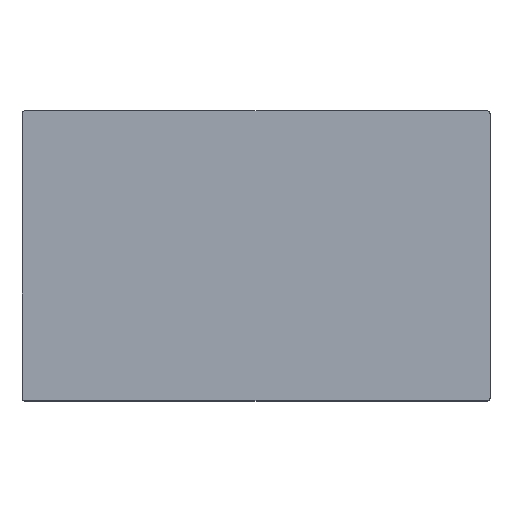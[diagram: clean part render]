
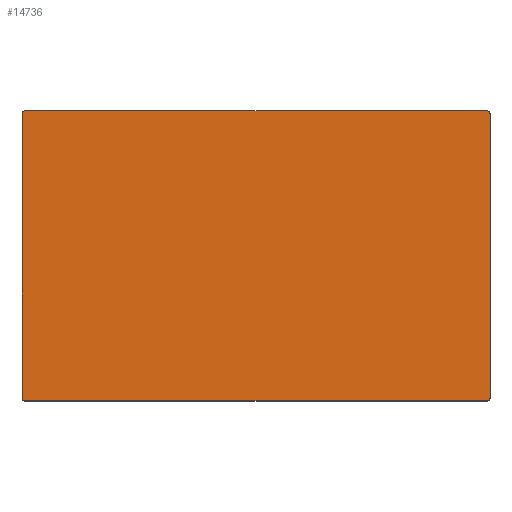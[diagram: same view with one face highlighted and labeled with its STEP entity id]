
A CAD part, top view. The second image highlights one B-rep face of the part: STEP entity #14736.
In plain terms, the highlighted planar face has unit normal (0, 0, 1).
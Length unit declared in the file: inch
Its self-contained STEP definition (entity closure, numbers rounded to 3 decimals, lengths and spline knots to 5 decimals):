
#957=PLANE('',#15540);
#1435=FACE_OUTER_BOUND('',#2022,.T.);
#2022=EDGE_LOOP('',(#12306,#12307,#12308,#12309,#12310,#12311,#12312,#12313));
#2960=LINE('',#21437,#4768);
#2961=LINE('',#21441,#4769);
#2962=LINE('',#21445,#4770);
#2963=LINE('',#21448,#4771);
#4768=VECTOR('',#17558,0.3937);
#4769=VECTOR('',#17561,0.3937);
#4770=VECTOR('',#17564,0.3937);
#4771=VECTOR('',#17567,0.3937);
#6163=CIRCLE('',#15541,0.02);
#6164=CIRCLE('',#15542,0.02);
#6165=CIRCLE('',#15543,0.02);
#6166=CIRCLE('',#15544,0.02);
#6875=VERTEX_POINT('',#21433);
#6876=VERTEX_POINT('',#21434);
#6877=VERTEX_POINT('',#21436);
#6878=VERTEX_POINT('',#21438);
#6879=VERTEX_POINT('',#21440);
#6880=VERTEX_POINT('',#21442);
#6881=VERTEX_POINT('',#21444);
#6882=VERTEX_POINT('',#21446);
#9213=EDGE_CURVE('',#6875,#6876,#6163,.T.);
#9214=EDGE_CURVE('',#6875,#6877,#2960,.T.);
#9215=EDGE_CURVE('',#6878,#6877,#6164,.T.);
#9216=EDGE_CURVE('',#6878,#6879,#2961,.T.);
#9217=EDGE_CURVE('',#6880,#6879,#6165,.T.);
#9218=EDGE_CURVE('',#6880,#6881,#2962,.T.);
#9219=EDGE_CURVE('',#6882,#6881,#6166,.T.);
#9220=EDGE_CURVE('',#6882,#6876,#2963,.T.);
#12306=ORIENTED_EDGE('',*,*,#9213,.F.);
#12307=ORIENTED_EDGE('',*,*,#9214,.T.);
#12308=ORIENTED_EDGE('',*,*,#9215,.F.);
#12309=ORIENTED_EDGE('',*,*,#9216,.T.);
#12310=ORIENTED_EDGE('',*,*,#9217,.F.);
#12311=ORIENTED_EDGE('',*,*,#9218,.T.);
#12312=ORIENTED_EDGE('',*,*,#9219,.F.);
#12313=ORIENTED_EDGE('',*,*,#9220,.T.);
#14736=ADVANCED_FACE('',(#1435),#957,.T.);
#15540=AXIS2_PLACEMENT_3D('',#21432,#17554,#17555);
#15541=AXIS2_PLACEMENT_3D('',#21435,#17556,#17557);
#15542=AXIS2_PLACEMENT_3D('',#21439,#17559,#17560);
#15543=AXIS2_PLACEMENT_3D('',#21443,#17562,#17563);
#15544=AXIS2_PLACEMENT_3D('',#21447,#17565,#17566);
#17554=DIRECTION('center_axis',(0.,0.,1.));
#17555=DIRECTION('ref_axis',(1.,0.,0.));
#17556=DIRECTION('center_axis',(0.,0.,-1.));
#17557=DIRECTION('ref_axis',(-0.707,0.707,0.));
#17558=DIRECTION('',(0.,-1.,0.));
#17559=DIRECTION('center_axis',(0.,0.,-1.));
#17560=DIRECTION('ref_axis',(-0.707,-0.707,0.));
#17561=DIRECTION('',(1.,0.,0.));
#17562=DIRECTION('center_axis',(0.,0.,-1.));
#17563=DIRECTION('ref_axis',(0.707,-0.707,0.));
#17564=DIRECTION('',(0.,1.,0.));
#17565=DIRECTION('center_axis',(0.,0.,-1.));
#17566=DIRECTION('ref_axis',(0.707,0.707,0.));
#17567=DIRECTION('',(-1.,0.,0.));
#21432=CARTESIAN_POINT('Origin',(0.50456,1.68004,-1.65872));
#21433=CARTESIAN_POINT('',(-1.27044,2.76004,-1.65872));
#21434=CARTESIAN_POINT('',(-1.25044,2.78004,-1.65872));
#21435=CARTESIAN_POINT('Origin',(-1.25044,2.76004,-1.65872));
#21436=CARTESIAN_POINT('',(-1.27044,0.60004,-1.65872));
#21437=CARTESIAN_POINT('',(-1.27044,0.58004,-1.65872));
#21438=CARTESIAN_POINT('',(-1.25044,0.58004,-1.65872));
#21439=CARTESIAN_POINT('Origin',(-1.25044,0.60004,-1.65872));
#21440=CARTESIAN_POINT('',(2.25956,0.58004,-1.65872));
#21441=CARTESIAN_POINT('',(2.27956,0.58004,-1.65872));
#21442=CARTESIAN_POINT('',(2.27956,0.60004,-1.65872));
#21443=CARTESIAN_POINT('Origin',(2.25956,0.60004,-1.65872));
#21444=CARTESIAN_POINT('',(2.27956,2.76004,-1.65872));
#21445=CARTESIAN_POINT('',(2.27956,2.78004,-1.65872));
#21446=CARTESIAN_POINT('',(2.25956,2.78004,-1.65872));
#21447=CARTESIAN_POINT('Origin',(2.25956,2.76004,-1.65872));
#21448=CARTESIAN_POINT('',(-1.27044,2.78004,-1.65872));
